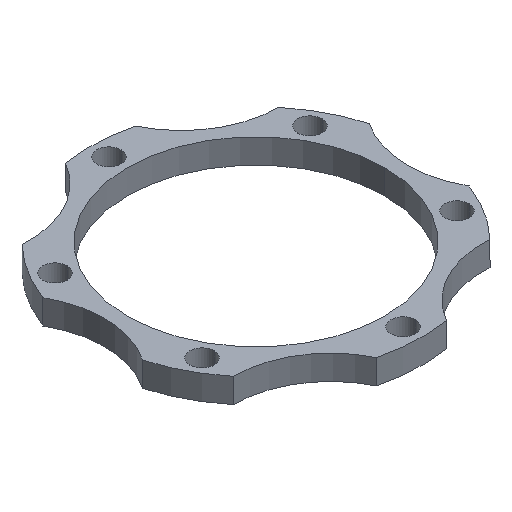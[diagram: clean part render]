
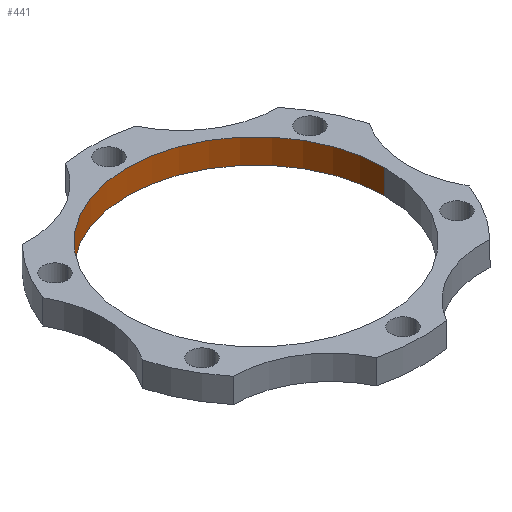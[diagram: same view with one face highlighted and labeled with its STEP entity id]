
A CAD part, isometric view. The second image highlights one B-rep face of the part: STEP entity #441.
In plain terms, the highlighted cylindrical face has radius 52.5 mm (diameter 105 mm), a partial arc.
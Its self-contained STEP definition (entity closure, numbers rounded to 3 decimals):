
#21 = VERTEX_POINT ( 'NONE', #1091 ) ;
#24 = LINE ( 'NONE', #127, #1242 ) ;
#28 = EDGE_CURVE ( 'NONE', #626, #21, #435, .T. ) ;
#127 = CARTESIAN_POINT ( 'NONE',  ( 52.5, 0., 10. ) ) ;
#170 = VECTOR ( 'NONE', #772, 1000. ) ;
#188 = CIRCLE ( 'NONE', #1054, 52.5 ) ;
#200 = ORIENTED_EDGE ( 'NONE', *, *, #706, .F. ) ;
#204 = DIRECTION ( 'NONE',  ( 0., 0., -1. ) ) ;
#216 = EDGE_LOOP ( 'NONE', ( #200, #1103, #913, #986 ) ) ;
#358 = EDGE_CURVE ( 'NONE', #423, #626, #188, .T. ) ;
#367 = CARTESIAN_POINT ( 'NONE',  ( -52.5, 0., 10. ) ) ;
#396 = CARTESIAN_POINT ( 'NONE',  ( 0., 0., 10. ) ) ;
#409 = DIRECTION ( 'NONE',  ( 0., 0., 1. ) ) ;
#423 = VERTEX_POINT ( 'NONE', #789 ) ;
#435 = LINE ( 'NONE', #1133, #170 ) ;
#441 = ADVANCED_FACE ( 'NONE', ( #1295 ), #1262, .F. ) ;
#447 = CIRCLE ( 'NONE', #1452, 52.5 ) ;
#489 = DIRECTION ( 'NONE',  ( 0., 0., -1. ) ) ;
#534 = DIRECTION ( 'NONE',  ( 0., 0., 1. ) ) ;
#626 = VERTEX_POINT ( 'NONE', #367 ) ;
#649 = DIRECTION ( 'NONE',  ( 1., 0., 0. ) ) ;
#657 = DIRECTION ( 'NONE',  ( 1., 0., 0. ) ) ;
#706 = EDGE_CURVE ( 'NONE', #423, #860, #24, .T. ) ;
#772 = DIRECTION ( 'NONE',  ( 0., 0., -1. ) ) ;
#789 = CARTESIAN_POINT ( 'NONE',  ( 52.5, 0., 10. ) ) ;
#860 = VERTEX_POINT ( 'NONE', #1336 ) ;
#913 = ORIENTED_EDGE ( 'NONE', *, *, #28, .T. ) ;
#986 = ORIENTED_EDGE ( 'NONE', *, *, #1500, .F. ) ;
#1028 = AXIS2_PLACEMENT_3D ( 'NONE', #1252, #204, #1246 ) ;
#1054 = AXIS2_PLACEMENT_3D ( 'NONE', #396, #534, #649 ) ;
#1091 = CARTESIAN_POINT ( 'NONE',  ( -52.5, 0., 0. ) ) ;
#1103 = ORIENTED_EDGE ( 'NONE', *, *, #358, .T. ) ;
#1133 = CARTESIAN_POINT ( 'NONE',  ( -52.5, 0., 10. ) ) ;
#1228 = CARTESIAN_POINT ( 'NONE',  ( 0., 0., 0. ) ) ;
#1242 = VECTOR ( 'NONE', #489, 1000. ) ;
#1246 = DIRECTION ( 'NONE',  ( -1., 0., 0. ) ) ;
#1252 = CARTESIAN_POINT ( 'NONE',  ( 0., 0., 10. ) ) ;
#1262 = CYLINDRICAL_SURFACE ( 'NONE', #1028, 52.5 ) ;
#1295 = FACE_OUTER_BOUND ( 'NONE', #216, .T. ) ;
#1336 = CARTESIAN_POINT ( 'NONE',  ( 52.5, 0., 0. ) ) ;
#1452 = AXIS2_PLACEMENT_3D ( 'NONE', #1228, #409, #657 ) ;
#1500 = EDGE_CURVE ( 'NONE', #860, #21, #447, .T. ) ;
